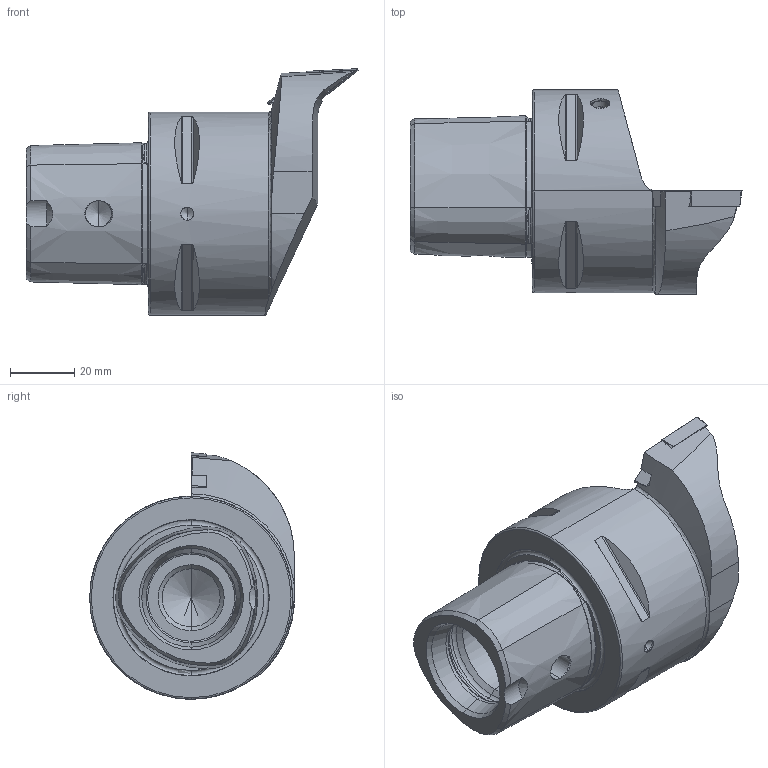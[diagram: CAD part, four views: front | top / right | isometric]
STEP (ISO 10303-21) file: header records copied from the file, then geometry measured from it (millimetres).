
FILE_DESCRIPTION (( 'STEP AP203' ), '1' );
FILE_NAME ('PS6-KVF.LJA.065.STEP', '2013-06-24T11:56:20', ( 'baer' ), ( 'Hewlett-Packard Company' ), 'SwSTEP 2.0', 'SolidWorks 2012', '' );
FILE_SCHEMA (( 'CONFIG_CONTROL_DESIGN' ));
Length unit declared in the file: millimetre
Products named in the file (5): PS6-KVF.LJA.065; KVT_MB_600_060; VBMT160404; WCB-ER2.001.009_A; PS6-KVF.LJA.065_A
Assembly tree (4 placements, depth 2):
  PS6-KVF.LJA.065
    PS6-KVF.LJA.065_A
    WCB-ER2.001.009_A
    VBMT160404
    KVT_MB_600_060
Bounding box: 103.01 x 63.52 x 76.5 mm (x, y, z)
Volume: 152701.4 mm3; surface area: 27676.4 mm2
Topology: 5 solids, 5 shells, 272 faces, 667 edges, 399 vertices
Faces by surface type: cone 93, cylinder 66, plane 57, torus 36, bspline 16, sphere 4
Entity records: 9535 total; most frequent: CARTESIAN_POINT 3004, ORIENTED_EDGE 1296, DIRECTION 1223, EDGE_CURVE 648, AXIS2_PLACEMENT_3D 500, VERTEX_POINT 396, EDGE_LOOP 290, FACE_OUTER_BOUND 272
